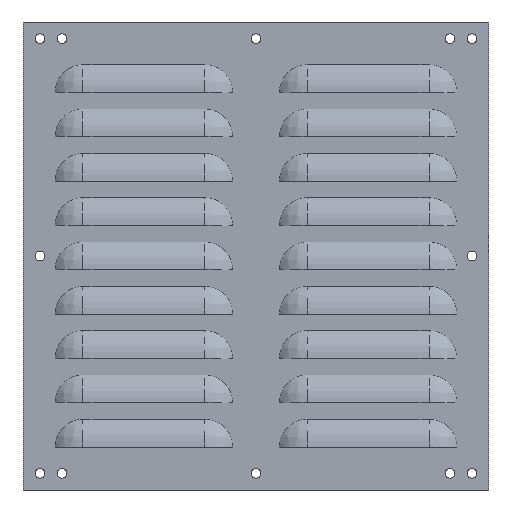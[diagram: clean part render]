
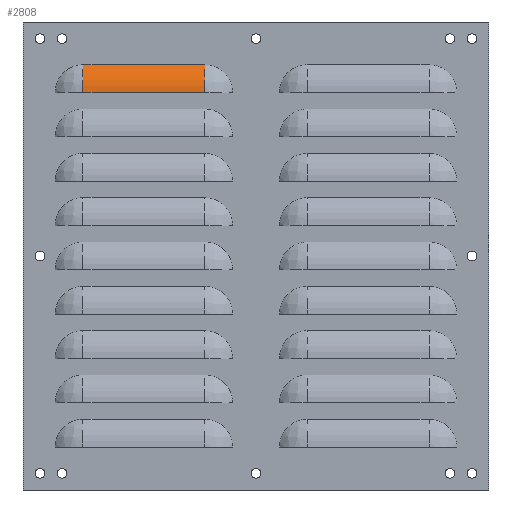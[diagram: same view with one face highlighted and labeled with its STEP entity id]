
A CAD part, front view. The second image highlights one B-rep face of the part: STEP entity #2808.
In plain terms, the highlighted cylindrical face has radius 21.223 mm (diameter 42.447 mm), a partial arc.
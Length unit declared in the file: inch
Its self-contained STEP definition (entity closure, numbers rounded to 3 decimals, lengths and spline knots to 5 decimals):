
#140 = DIRECTION ( 'NONE',  ( 0., 0., 1. ) ) ;
#513 = EDGE_CURVE ( 'NONE', #8256, #3211, #2621, .T. ) ;
#522 = DIRECTION ( 'NONE',  ( 1., 0., 0. ) ) ;
#587 = LINE ( 'NONE', #1911, #4561 ) ;
#676 = DIRECTION ( 'NONE',  ( 1., 0., 0. ) ) ;
#816 = VERTEX_POINT ( 'NONE', #3981 ) ;
#1186 = FACE_OUTER_BOUND ( 'NONE', #4716, .T. ) ;
#1632 = DIRECTION ( 'NONE',  ( 1., 0., 0. ) ) ;
#1764 = VECTOR ( 'NONE', #1632, 39.37008 ) ;
#1911 = CARTESIAN_POINT ( 'NONE',  ( -5.25, -0.072, 4.312 ) ) ;
#2039 = ORIENTED_EDGE ( 'NONE', *, *, #6827, .F. ) ;
#2617 = AXIS2_PLACEMENT_3D ( 'NONE', #6266, #522, #4923 ) ;
#2621 = CIRCLE ( 'NONE', #7292, 0.83556 ) ;
#2808 = ADVANCED_FACE ( 'NONE', ( #1186 ), #8244, .T. ) ;
#3205 = VERTEX_POINT ( 'NONE', #3793 ) ;
#3211 = VERTEX_POINT ( 'NONE', #6349 ) ;
#3793 = CARTESIAN_POINT ( 'NONE',  ( -1.155, -0.353, 3.687 ) ) ;
#3981 = CARTESIAN_POINT ( 'NONE',  ( -1.155, -0.072, 4.312 ) ) ;
#4057 = CARTESIAN_POINT ( 'NONE',  ( -3.905, -0.072, 4.312 ) ) ;
#4561 = VECTOR ( 'NONE', #5832, 39.37008 ) ;
#4575 = CARTESIAN_POINT ( 'NONE',  ( -1.155, 0.48256, 3.687 ) ) ;
#4716 = EDGE_LOOP ( 'NONE', ( #8241, #2039, #7769, #8015 ) ) ;
#4923 = DIRECTION ( 'NONE',  ( 0., 0., -1. ) ) ;
#5418 = CARTESIAN_POINT ( 'NONE',  ( -3.905, 0.48256, 3.687 ) ) ;
#5539 = DIRECTION ( 'NONE',  ( 0., 0., -1. ) ) ;
#5832 = DIRECTION ( 'NONE',  ( 1., 0., 0. ) ) ;
#5971 = LINE ( 'NONE', #7939, #1764 ) ;
#6266 = CARTESIAN_POINT ( 'NONE',  ( -1.155, 0.48256, 3.687 ) ) ;
#6349 = CARTESIAN_POINT ( 'NONE',  ( -3.905, -0.353, 3.687 ) ) ;
#6827 = EDGE_CURVE ( 'NONE', #8256, #816, #587, .T. ) ;
#7116 = AXIS2_PLACEMENT_3D ( 'NONE', #4575, #676, #140 ) ;
#7292 = AXIS2_PLACEMENT_3D ( 'NONE', #5418, #7384, #5539 ) ;
#7347 = EDGE_CURVE ( 'NONE', #3211, #3205, #5971, .T. ) ;
#7384 = DIRECTION ( 'NONE',  ( 1., 0., 0. ) ) ;
#7769 = ORIENTED_EDGE ( 'NONE', *, *, #513, .T. ) ;
#7782 = CIRCLE ( 'NONE', #7116, 0.83556 ) ;
#7797 = EDGE_CURVE ( 'NONE', #816, #3205, #7782, .T. ) ;
#7939 = CARTESIAN_POINT ( 'NONE',  ( -1.155, -0.353, 3.687 ) ) ;
#8015 = ORIENTED_EDGE ( 'NONE', *, *, #7347, .T. ) ;
#8241 = ORIENTED_EDGE ( 'NONE', *, *, #7797, .F. ) ;
#8244 = CYLINDRICAL_SURFACE ( 'NONE', #2617, 0.83556 ) ;
#8256 = VERTEX_POINT ( 'NONE', #4057 ) ;
